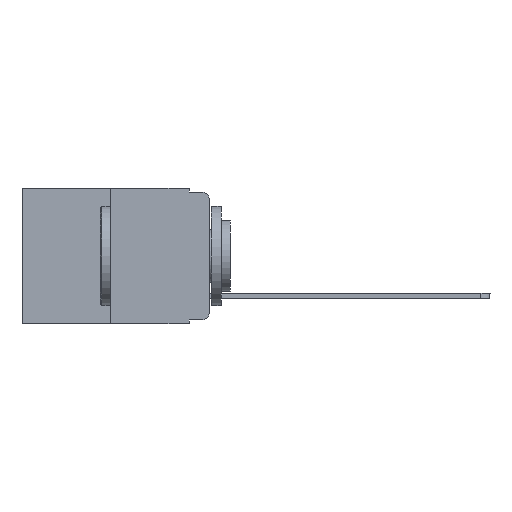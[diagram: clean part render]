
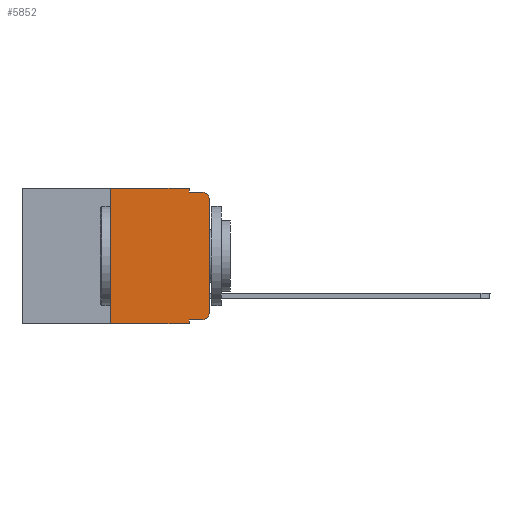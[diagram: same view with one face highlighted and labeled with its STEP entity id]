
A CAD part, left-side view. The second image highlights one B-rep face of the part: STEP entity #5852.
In plain terms, the highlighted planar face has unit normal (-1, 0, 0).
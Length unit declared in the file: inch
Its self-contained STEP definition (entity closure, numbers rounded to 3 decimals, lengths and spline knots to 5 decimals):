
#299 = CIRCLE ( 'NONE', #15296, 0.02 ) ;
#549 = VERTEX_POINT ( 'NONE', #19974 ) ;
#728 = DIRECTION ( 'NONE',  ( 0., 0., -1. ) ) ;
#1257 = ORIENTED_EDGE ( 'NONE', *, *, #2549, .T. ) ;
#1479 = VERTEX_POINT ( 'NONE', #22084 ) ;
#2201 = VECTOR ( 'NONE', #14690, 39.37008 ) ;
#2330 = VERTEX_POINT ( 'NONE', #9711 ) ;
#2383 = CARTESIAN_POINT ( 'NONE',  ( 0., 0.25, 0. ) ) ;
#2433 = CARTESIAN_POINT ( 'NONE',  ( 0., 0.051, 0. ) ) ;
#2537 = VERTEX_POINT ( 'NONE', #5125 ) ;
#2549 = EDGE_CURVE ( 'NONE', #10687, #1479, #13664, .T. ) ;
#3304 = CARTESIAN_POINT ( 'NONE',  ( 0., 0.02, -0.313 ) ) ;
#3880 = ORIENTED_EDGE ( 'NONE', *, *, #9619, .T. ) ;
#3885 = CARTESIAN_POINT ( 'NONE',  ( 0., 0., 0. ) ) ;
#4194 = DIRECTION ( 'NONE',  ( 0., 0., 1. ) ) ;
#4282 = LINE ( 'NONE', #17519, #8216 ) ;
#4967 = VERTEX_POINT ( 'NONE', #14039 ) ;
#5125 = CARTESIAN_POINT ( 'NONE',  ( 0., 0.051, 0. ) ) ;
#5183 = VERTEX_POINT ( 'NONE', #12958 ) ;
#5852 = ADVANCED_FACE ( 'NONE', ( #14925 ), #13125, .F. ) ;
#7108 = EDGE_CURVE ( 'NONE', #19962, #2537, #11234, .T. ) ;
#7227 = EDGE_CURVE ( 'NONE', #1479, #4967, #21964, .T. ) ;
#7381 = DIRECTION ( 'NONE',  ( 0., 0., 1. ) ) ;
#7456 = LINE ( 'NONE', #9375, #23114 ) ;
#7793 = ORIENTED_EDGE ( 'NONE', *, *, #15422, .T. ) ;
#8216 = VECTOR ( 'NONE', #17408, 39.37008 ) ;
#8449 = DIRECTION ( 'NONE',  ( -1., 0., 0. ) ) ;
#8567 = EDGE_CURVE ( 'NONE', #2537, #2330, #21099, .T. ) ;
#8576 = CARTESIAN_POINT ( 'NONE',  ( 0., 0.02, -0.333 ) ) ;
#8817 = EDGE_LOOP ( 'NONE', ( #14800, #7793, #20174, #17181, #22505, #20274, #3880, #15970, #9673, #1257 ) ) ;
#8909 = LINE ( 'NONE', #16256, #2201 ) ;
#9375 = CARTESIAN_POINT ( 'NONE',  ( 0., 0.051, 0. ) ) ;
#9390 = CARTESIAN_POINT ( 'NONE',  ( 0., 0.473, 0. ) ) ;
#9537 = CARTESIAN_POINT ( 'NONE',  ( 0., 0.051, -0.333 ) ) ;
#9619 = EDGE_CURVE ( 'NONE', #11895, #549, #8909, .T. ) ;
#9673 = ORIENTED_EDGE ( 'NONE', *, *, #15393, .T. ) ;
#9711 = CARTESIAN_POINT ( 'NONE',  ( 0., 0.051, -0.01 ) ) ;
#10121 = DIRECTION ( 'NONE',  ( 0., 0., -1. ) ) ;
#10213 = AXIS2_PLACEMENT_3D ( 'NONE', #3304, #10650, #13907 ) ;
#10620 = VECTOR ( 'NONE', #728, 39.37008 ) ;
#10650 = DIRECTION ( 'NONE',  ( -1., 0., 0. ) ) ;
#10687 = VERTEX_POINT ( 'NONE', #8576 ) ;
#11114 = CARTESIAN_POINT ( 'NONE',  ( 0., 0.473, 0. ) ) ;
#11234 = LINE ( 'NONE', #11114, #22545 ) ;
#11377 = CARTESIAN_POINT ( 'NONE',  ( 0., 0.051, -0.333 ) ) ;
#11838 = VECTOR ( 'NONE', #16901, 39.37008 ) ;
#11895 = VERTEX_POINT ( 'NONE', #19665 ) ;
#12580 = AXIS2_PLACEMENT_3D ( 'NONE', #9390, #20600, #18783 ) ;
#12958 = CARTESIAN_POINT ( 'NONE',  ( 0., 0.02, -0.01 ) ) ;
#13125 = PLANE ( 'NONE',  #12580 ) ;
#13664 = CIRCLE ( 'NONE', #10213, 0.02 ) ;
#13907 = DIRECTION ( 'NONE',  ( 0., 0., -1. ) ) ;
#14039 = CARTESIAN_POINT ( 'NONE',  ( 0., 0., -0.03 ) ) ;
#14690 = DIRECTION ( 'NONE',  ( 0., -1., 0. ) ) ;
#14717 = VERTEX_POINT ( 'NONE', #11377 ) ;
#14800 = ORIENTED_EDGE ( 'NONE', *, *, #7227, .T. ) ;
#14925 = FACE_OUTER_BOUND ( 'NONE', #8817, .T. ) ;
#15149 = LINE ( 'NONE', #2383, #19918 ) ;
#15296 = AXIS2_PLACEMENT_3D ( 'NONE', #15654, #8449, #10121 ) ;
#15393 = EDGE_CURVE ( 'NONE', #14717, #10687, #18932, .T. ) ;
#15422 = EDGE_CURVE ( 'NONE', #4967, #5183, #299, .T. ) ;
#15487 = CARTESIAN_POINT ( 'NONE',  ( 0., 0.25, 0. ) ) ;
#15654 = CARTESIAN_POINT ( 'NONE',  ( 0., 0.02, -0.03 ) ) ;
#15970 = ORIENTED_EDGE ( 'NONE', *, *, #19877, .F. ) ;
#16256 = CARTESIAN_POINT ( 'NONE',  ( 0., 0.473, -0.343 ) ) ;
#16728 = DIRECTION ( 'NONE',  ( 0., 0., -1. ) ) ;
#16815 = VECTOR ( 'NONE', #7381, 39.37008 ) ;
#16901 = DIRECTION ( 'NONE',  ( 0., -1., 0. ) ) ;
#17181 = ORIENTED_EDGE ( 'NONE', *, *, #8567, .F. ) ;
#17408 = DIRECTION ( 'NONE',  ( 0., -1., 0. ) ) ;
#17519 = CARTESIAN_POINT ( 'NONE',  ( 0., 0.051, -0.01 ) ) ;
#18347 = DIRECTION ( 'NONE',  ( 0., -1., 0. ) ) ;
#18783 = DIRECTION ( 'NONE',  ( 0., 0., -1. ) ) ;
#18932 = LINE ( 'NONE', #9537, #11838 ) ;
#19665 = CARTESIAN_POINT ( 'NONE',  ( 0., 0.25, -0.343 ) ) ;
#19877 = EDGE_CURVE ( 'NONE', #14717, #549, #7456, .T. ) ;
#19918 = VECTOR ( 'NONE', #4194, 39.37008 ) ;
#19962 = VERTEX_POINT ( 'NONE', #15487 ) ;
#19974 = CARTESIAN_POINT ( 'NONE',  ( 0., 0.051, -0.343 ) ) ;
#20174 = ORIENTED_EDGE ( 'NONE', *, *, #22366, .F. ) ;
#20274 = ORIENTED_EDGE ( 'NONE', *, *, #23555, .F. ) ;
#20600 = DIRECTION ( 'NONE',  ( 1., 0., 0. ) ) ;
#21099 = LINE ( 'NONE', #2433, #10620 ) ;
#21964 = LINE ( 'NONE', #3885, #16815 ) ;
#22084 = CARTESIAN_POINT ( 'NONE',  ( 0., 0., -0.313 ) ) ;
#22366 = EDGE_CURVE ( 'NONE', #2330, #5183, #4282, .T. ) ;
#22505 = ORIENTED_EDGE ( 'NONE', *, *, #7108, .F. ) ;
#22545 = VECTOR ( 'NONE', #18347, 39.37008 ) ;
#23114 = VECTOR ( 'NONE', #16728, 39.37008 ) ;
#23555 = EDGE_CURVE ( 'NONE', #11895, #19962, #15149, .T. ) ;
